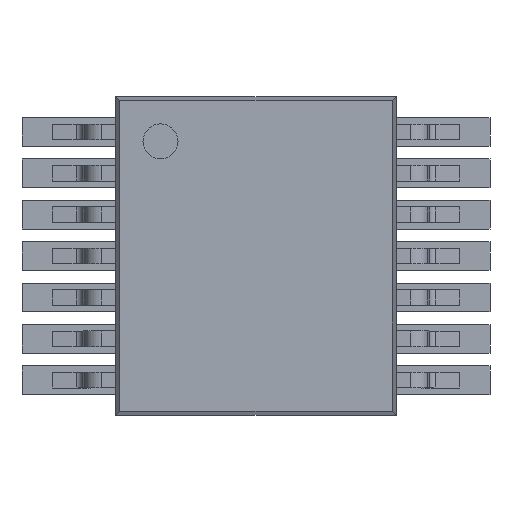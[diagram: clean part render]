
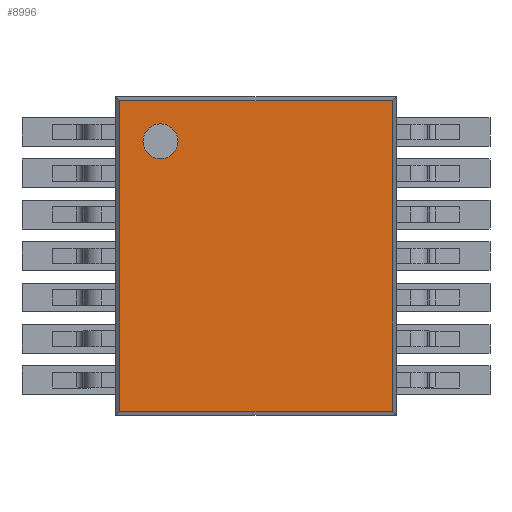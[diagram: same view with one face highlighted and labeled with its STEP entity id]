
A CAD part, top view. The second image highlights one B-rep face of the part: STEP entity #8996.
In plain terms, the highlighted face is planar.
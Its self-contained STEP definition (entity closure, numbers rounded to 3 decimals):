
#8741 = VERTEX_POINT('',#8742);
#8742 = CARTESIAN_POINT('',(-1.5,1.2,-1.525));
#8748 = EDGE_CURVE('',#8749,#8741,#8751,.T.);
#8749 = VERTEX_POINT('',#8750);
#8750 = CARTESIAN_POINT('',(-1.5,1.2,-2.075));
#8751 = CIRCLE('',#8752,0.275);
#8752 = AXIS2_PLACEMENT_3D('',#8753,#8754,#8755);
#8753 = CARTESIAN_POINT('',(-1.5,1.2,-1.8));
#8754 = DIRECTION('',(0.,1.,0.));
#8755 = DIRECTION('',(0.,0.,1.));
#8906 = VERTEX_POINT('',#8907);
#8907 = CARTESIAN_POINT('',(-2.137,1.2,2.437));
#8913 = EDGE_CURVE('',#8914,#8906,#8916,.T.);
#8914 = VERTEX_POINT('',#8915);
#8915 = CARTESIAN_POINT('',(-2.137,1.2,-2.437));
#8916 = LINE('',#8917,#8918);
#8917 = CARTESIAN_POINT('',(-2.137,1.2,-2.5));
#8918 = VECTOR('',#8919,1.);
#8919 = DIRECTION('',(0.,0.,1.));
#8937 = VERTEX_POINT('',#8938);
#8938 = CARTESIAN_POINT('',(2.137,1.2,2.437));
#8944 = EDGE_CURVE('',#8906,#8937,#8945,.T.);
#8945 = LINE('',#8946,#8947);
#8946 = CARTESIAN_POINT('',(-2.2,1.2,2.437));
#8947 = VECTOR('',#8948,1.);
#8948 = DIRECTION('',(1.,0.,0.));
#8961 = VERTEX_POINT('',#8962);
#8962 = CARTESIAN_POINT('',(2.137,1.2,-2.437));
#8968 = EDGE_CURVE('',#8937,#8961,#8969,.T.);
#8969 = LINE('',#8970,#8971);
#8970 = CARTESIAN_POINT('',(2.137,1.2,2.5));
#8971 = VECTOR('',#8972,1.);
#8972 = DIRECTION('',(-0.,-0.,-1.));
#8985 = EDGE_CURVE('',#8961,#8914,#8986,.T.);
#8986 = LINE('',#8987,#8988);
#8987 = CARTESIAN_POINT('',(2.2,1.2,-2.437));
#8988 = VECTOR('',#8989,1.);
#8989 = DIRECTION('',(-1.,0.,0.));
#8996 = ADVANCED_FACE('',(#8997,#9007),#9013,.T.);
#8997 = FACE_BOUND('',#8998,.T.);
#8998 = EDGE_LOOP('',(#8999,#9006));
#8999 = ORIENTED_EDGE('',*,*,#9000,.F.);
#9000 = EDGE_CURVE('',#8741,#8749,#9001,.T.);
#9001 = CIRCLE('',#9002,0.275);
#9002 = AXIS2_PLACEMENT_3D('',#9003,#9004,#9005);
#9003 = CARTESIAN_POINT('',(-1.5,1.2,-1.8));
#9004 = DIRECTION('',(0.,1.,0.));
#9005 = DIRECTION('',(0.,0.,1.));
#9006 = ORIENTED_EDGE('',*,*,#8748,.F.);
#9007 = FACE_BOUND('',#9008,.T.);
#9008 = EDGE_LOOP('',(#9009,#9010,#9011,#9012));
#9009 = ORIENTED_EDGE('',*,*,#8913,.T.);
#9010 = ORIENTED_EDGE('',*,*,#8944,.T.);
#9011 = ORIENTED_EDGE('',*,*,#8968,.T.);
#9012 = ORIENTED_EDGE('',*,*,#8985,.T.);
#9013 = PLANE('',#9014);
#9014 = AXIS2_PLACEMENT_3D('',#9015,#9016,#9017);
#9015 = CARTESIAN_POINT('',(0.,1.2,0.));
#9016 = DIRECTION('',(0.,1.,0.));
#9017 = DIRECTION('',(0.,0.,1.));
